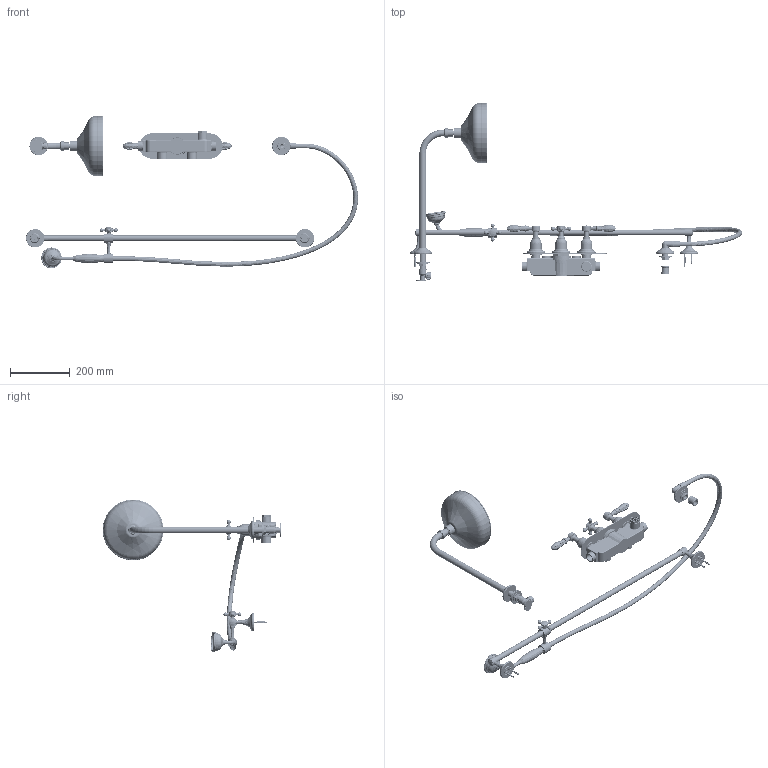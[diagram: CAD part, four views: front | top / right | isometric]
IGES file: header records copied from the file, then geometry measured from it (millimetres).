
Global section: file name: No Iges File Name specified; native system: Autodesk Inventor 2010; preprocessor: AutoDesk Inventor Iges Exporter R2010; author: adaniels; date: 20100723.133420; units: millimetre
Bounding box: 1115.06 x 600 x 512.85 mm (x, y, z)
Volume: 3030335.6 mm3; surface area: 862771.3 mm2
Topology: 122 solids, 123 shells, 6120 faces, 15364 edges, 9770 vertices
Faces by surface type: plane 2422, bspline 1124, revolution 973, cylinder 767, cone 479, torus 309, sphere 46
